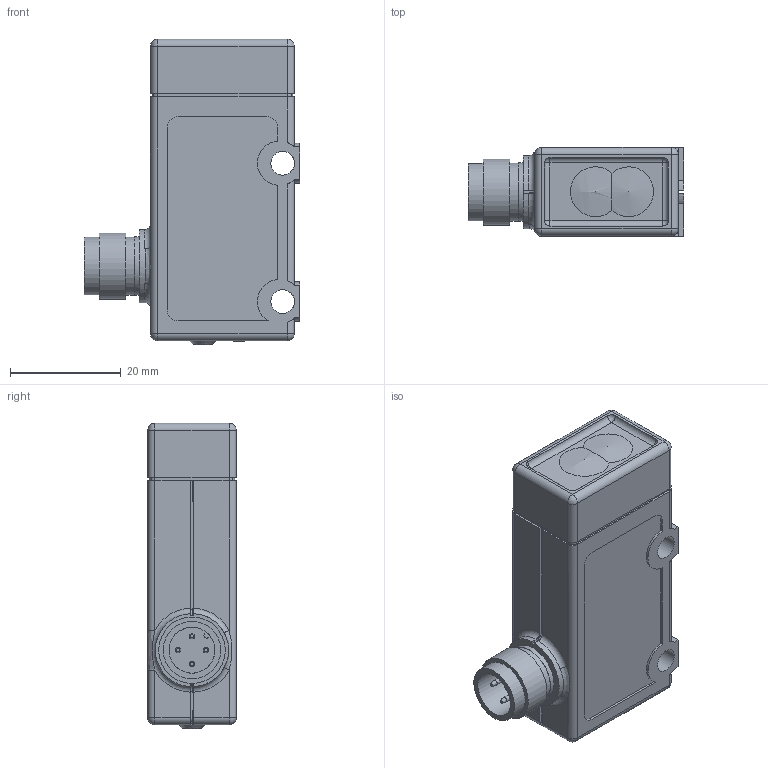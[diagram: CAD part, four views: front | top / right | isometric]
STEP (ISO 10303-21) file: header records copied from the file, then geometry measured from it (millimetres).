
FILE_DESCRIPTION( ( 'Unknown' ), '1' );
FILE_NAME( 'WM03xxT2.stp', 'Unknown', ( 'Unknown' ), ( 'Unknown' ), 'XStep 1.0', 'Unknown', ' ' );
FILE_SCHEMA( ( 'CONFIG_CONTROL_DESIGN' ) );
Length unit declared in the file: millimetre
Products named in the file (1): ZNR11412
Bounding box: 39 x 16 x 55.2 mm (x, y, z)
Volume: 22686.1 mm3; surface area: 6666.9 mm2
Topology: 1 solids, 1 shells, 365 faces, 969 edges, 621 vertices
Faces by surface type: plane 184, cylinder 90, extrusion 66, sphere 15, cone 5, torus 3, bspline 2
Full cylindrical faces by diameter (mm): 0.067 x1, 0.95 x4, 2 x1, 3.2 x2, 4.3 x2, 8.3 x1, 10.4 x1, 10.5 x1, 10.6 x1, 12 x1
Entity records: 12237 total; most frequent: CARTESIAN_POINT 3495, ORIENTED_EDGE 1842, DIRECTION 1627, EDGE_CURVE 921, VECTOR 643, VERTEX_POINT 608, LINE 577, AXIS2_PLACEMENT_3D 492
